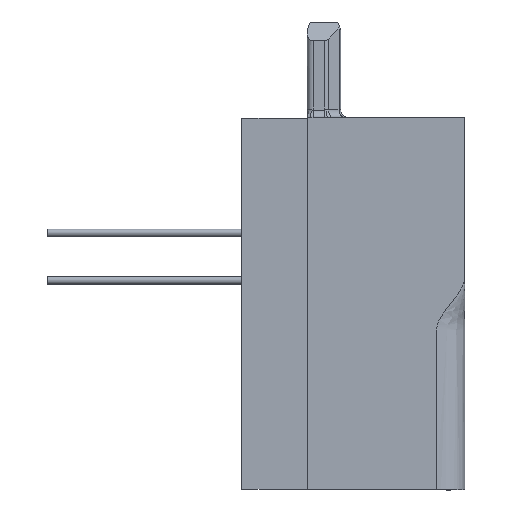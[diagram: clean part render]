
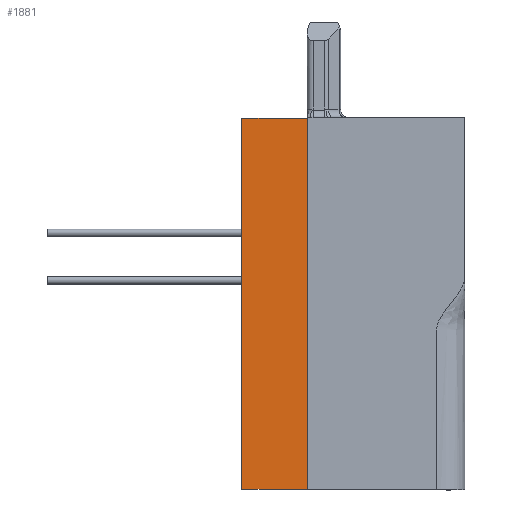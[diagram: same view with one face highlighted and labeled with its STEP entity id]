
A CAD part, left-side view. The second image highlights one B-rep face of the part: STEP entity #1881.
In plain terms, the highlighted planar face has unit normal (-1, 0, 0).
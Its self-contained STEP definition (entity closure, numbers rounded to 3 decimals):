
#149 = LINE ( 'NONE', #1411, #4275 ) ;
#372 = LINE ( 'NONE', #448, #1318 ) ;
#448 = CARTESIAN_POINT ( 'NONE',  ( -3.75, 1.295, -19.9 ) ) ;
#526 = CARTESIAN_POINT ( 'NONE',  ( -3.75, 1.295, -0.05 ) ) ;
#554 = VERTEX_POINT ( 'NONE', #1602 ) ;
#593 = EDGE_CURVE ( 'NONE', #1648, #554, #372, .T. ) ;
#747 = CARTESIAN_POINT ( 'NONE',  ( -3.75, 4.795, -19.85 ) ) ;
#792 = FACE_OUTER_BOUND ( 'NONE', #1597, .T. ) ;
#799 = ORIENTED_EDGE ( 'NONE', *, *, #593, .F. ) ;
#807 = ORIENTED_EDGE ( 'NONE', *, *, #2796, .T. ) ;
#851 = DIRECTION ( 'NONE',  ( 0., 0., -1. ) ) ;
#1318 = VECTOR ( 'NONE', #851, 1000. ) ;
#1411 = CARTESIAN_POINT ( 'NONE',  ( -3.75, 4.795, -19.85 ) ) ;
#1597 = EDGE_LOOP ( 'NONE', ( #799, #5115, #4761, #807 ) ) ;
#1602 = CARTESIAN_POINT ( 'NONE',  ( -3.75, 1.295, -19.85 ) ) ;
#1648 = VERTEX_POINT ( 'NONE', #3559 ) ;
#1881 = ADVANCED_FACE ( 'NONE', ( #792 ), #2386, .T. ) ;
#1965 = DIRECTION ( 'NONE',  ( 0., 0., 1. ) ) ;
#1981 = CARTESIAN_POINT ( 'NONE',  ( -3.75, 1.295, -19.85 ) ) ;
#2057 = LINE ( 'NONE', #526, #4031 ) ;
#2066 = DIRECTION ( 'NONE',  ( 0., -1., 0. ) ) ;
#2386 = PLANE ( 'NONE',  #3209 ) ;
#2511 = DIRECTION ( 'NONE',  ( 0., -1., 0. ) ) ;
#2534 = CARTESIAN_POINT ( 'NONE',  ( -3.75, 4.795, -19.85 ) ) ;
#2796 = EDGE_CURVE ( 'NONE', #2989, #554, #2853, .T. ) ;
#2853 = LINE ( 'NONE', #1981, #4960 ) ;
#2989 = VERTEX_POINT ( 'NONE', #2534 ) ;
#3209 = AXIS2_PLACEMENT_3D ( 'NONE', #747, #4379, #1965 ) ;
#3230 = EDGE_CURVE ( 'NONE', #3487, #1648, #2057, .T. ) ;
#3336 = CARTESIAN_POINT ( 'NONE',  ( -3.75, 4.795, -0.05 ) ) ;
#3487 = VERTEX_POINT ( 'NONE', #3336 ) ;
#3559 = CARTESIAN_POINT ( 'NONE',  ( -3.75, 1.295, -0.05 ) ) ;
#3771 = DIRECTION ( 'NONE',  ( 0., 0., -1. ) ) ;
#4031 = VECTOR ( 'NONE', #2511, 1000. ) ;
#4142 = EDGE_CURVE ( 'NONE', #3487, #2989, #149, .T. ) ;
#4275 = VECTOR ( 'NONE', #3771, 1000. ) ;
#4379 = DIRECTION ( 'NONE',  ( -1., 0., 0. ) ) ;
#4761 = ORIENTED_EDGE ( 'NONE', *, *, #4142, .T. ) ;
#4960 = VECTOR ( 'NONE', #2066, 1000. ) ;
#5115 = ORIENTED_EDGE ( 'NONE', *, *, #3230, .F. ) ;
